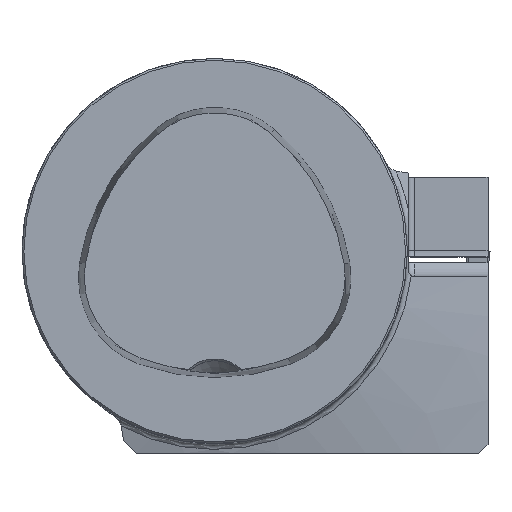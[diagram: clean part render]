
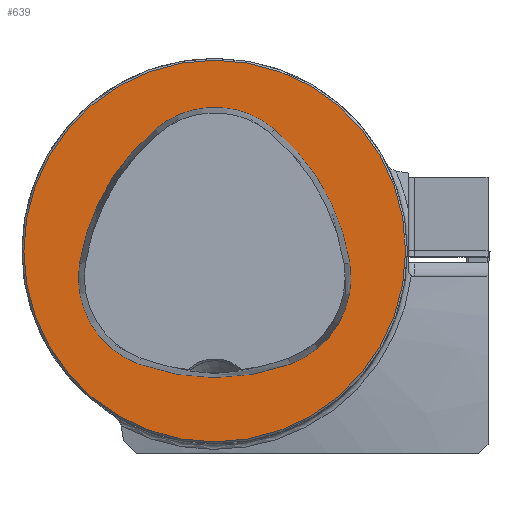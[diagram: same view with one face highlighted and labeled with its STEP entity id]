
A CAD part, top view. The second image highlights one B-rep face of the part: STEP entity #639.
In plain terms, the highlighted planar face has unit normal (0, 0, 1).
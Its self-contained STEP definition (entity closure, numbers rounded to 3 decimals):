
#113=FACE_BOUND('',#878,.T.);
#114=FACE_BOUND('',#879,.T.);
#178=PLANE('',#2310);
#639=ADVANCED_FACE('CU_FL_N1_SU_1',(#113,#114),#178,.T.);
#878=EDGE_LOOP('',(#1229,#1230,#1231,#1232,#1233,#1234));
#879=EDGE_LOOP('',(#1235));
#982=CIRCLE('',#2301,36.075);
#984=CIRCLE('',#2304,36.075);
#985=CIRCLE('',#2305,15.075);
#986=CIRCLE('',#2306,15.075);
#987=CIRCLE('',#2307,36.075);
#988=CIRCLE('',#2308,15.075);
#989=CIRCLE('',#2309,31.2);
#1229=ORIENTED_EDGE('',*,*,#1990,.F.);
#1230=ORIENTED_EDGE('',*,*,#1991,.F.);
#1231=ORIENTED_EDGE('',*,*,#1983,.F.);
#1232=ORIENTED_EDGE('',*,*,#1992,.F.);
#1233=ORIENTED_EDGE('',*,*,#1993,.F.);
#1234=ORIENTED_EDGE('',*,*,#1994,.F.);
#1235=ORIENTED_EDGE('',*,*,#1995,.T.);
#1749=VERTEX_POINT('',#3688);
#1750=VERTEX_POINT('',#3690);
#1756=VERTEX_POINT('',#3722);
#1757=VERTEX_POINT('',#3723);
#1758=VERTEX_POINT('',#3726);
#1759=VERTEX_POINT('',#3728);
#1760=VERTEX_POINT('',#3731);
#1983=EDGE_CURVE('',#1749,#1750,#982,.T.);
#1990=EDGE_CURVE('',#1756,#1757,#984,.T.);
#1991=EDGE_CURVE('',#1750,#1756,#985,.T.);
#1992=EDGE_CURVE('',#1758,#1749,#986,.T.);
#1993=EDGE_CURVE('',#1759,#1758,#987,.T.);
#1994=EDGE_CURVE('',#1757,#1759,#988,.T.);
#1995=EDGE_CURVE('',#1760,#1760,#989,.T.);
#2301=AXIS2_PLACEMENT_3D('',#3689,#2641,#2642);
#2304=AXIS2_PLACEMENT_3D('',#3721,#2648,#2649);
#2305=AXIS2_PLACEMENT_3D('',#3724,#2650,#2651);
#2306=AXIS2_PLACEMENT_3D('',#3725,#2652,#2653);
#2307=AXIS2_PLACEMENT_3D('',#3727,#2654,#2655);
#2308=AXIS2_PLACEMENT_3D('',#3729,#2656,#2657);
#2309=AXIS2_PLACEMENT_3D('',#3730,#2658,#2659);
#2310=AXIS2_PLACEMENT_3D('',#3732,#2660,#2661);
#2641=DIRECTION('',(0.,0.,1.));
#2642=DIRECTION('',(-1.,0.,0.));
#2648=DIRECTION('',(0.,0.,1.));
#2649=DIRECTION('',(-1.,0.,0.));
#2650=DIRECTION('',(0.,0.,1.));
#2651=DIRECTION('',(-1.,0.,0.));
#2652=DIRECTION('',(0.,0.,1.));
#2653=DIRECTION('',(-1.,0.,0.));
#2654=DIRECTION('',(0.,0.,1.));
#2655=DIRECTION('',(-1.,0.,0.));
#2656=DIRECTION('',(0.,0.,1.));
#2657=DIRECTION('',(-1.,0.,0.));
#2658=DIRECTION('',(0.,0.,1.));
#2659=DIRECTION('',(-1.,0.,0.));
#2660=DIRECTION('',(0.,0.,1.));
#2661=DIRECTION('',(-1.,0.,0.));
#3688=CARTESIAN_POINT('',(-12.368,-18.489,0.));
#3689=CARTESIAN_POINT('',(0.,15.4,0.));
#3690=CARTESIAN_POINT('',(12.368,-18.489,0.));
#3721=CARTESIAN_POINT('',(-13.535,-7.656,0.));
#3722=CARTESIAN_POINT('',(22.084,-1.937,0.));
#3723=CARTESIAN_POINT('',(9.716,19.927,0.));
#3724=CARTESIAN_POINT('',(7.2,-4.327,0.));
#3725=CARTESIAN_POINT('',(-7.2,-4.327,0.));
#3726=CARTESIAN_POINT('',(-22.084,-1.937,0.));
#3727=CARTESIAN_POINT('',(13.535,-7.656,0.));
#3728=CARTESIAN_POINT('',(-9.716,19.927,0.));
#3729=CARTESIAN_POINT('',(0.,8.4,0.));
#3730=CARTESIAN_POINT('',(0.,0.,0.));
#3731=CARTESIAN_POINT('',(-31.2,0.,0.));
#3732=CARTESIAN_POINT('',(0.,0.,0.));
